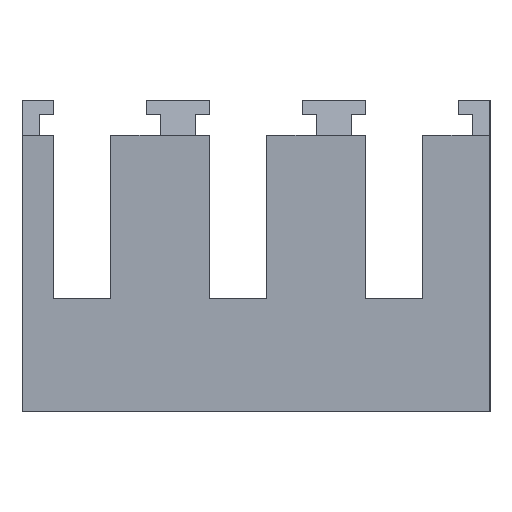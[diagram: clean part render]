
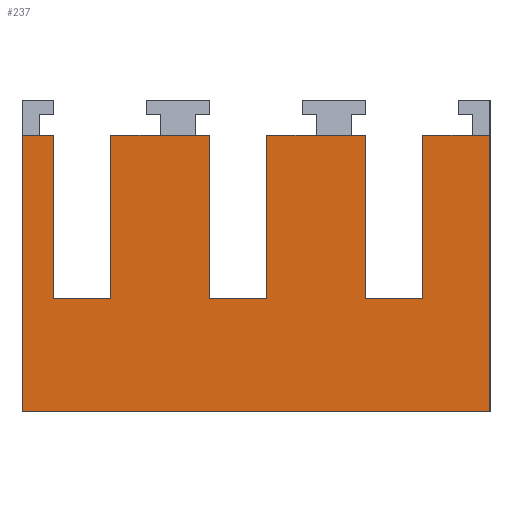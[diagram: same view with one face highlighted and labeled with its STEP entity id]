
A CAD part, left-side view. The second image highlights one B-rep face of the part: STEP entity #237.
In plain terms, the highlighted planar face has unit normal (-1, 0, 0).
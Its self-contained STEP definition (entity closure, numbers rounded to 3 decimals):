
#33 = VERTEX_POINT('',#34);
#34 = CARTESIAN_POINT('',(-90.,16.5,0.));
#42 = EDGE_CURVE('',#43,#33,#45,.T.);
#43 = VERTEX_POINT('',#44);
#44 = CARTESIAN_POINT('',(-90.,-16.5,0.));
#45 = LINE('',#46,#47);
#46 = CARTESIAN_POINT('',(-90.,-16.5,0.));
#47 = VECTOR('',#48,1.);
#48 = DIRECTION('',(0.,1.,0.));
#131 = EDGE_CURVE('',#33,#132,#134,.T.);
#132 = VERTEX_POINT('',#133);
#133 = CARTESIAN_POINT('',(-90.,16.5,19.5));
#134 = LINE('',#135,#136);
#135 = CARTESIAN_POINT('',(-90.,16.5,0.));
#136 = VECTOR('',#137,1.);
#137 = DIRECTION('',(0.,0.,1.));
#237 = ADVANCED_FACE('',(#238),#400,.T.);
#238 = FACE_BOUND('',#239,.T.);
#239 = EDGE_LOOP('',(#240,#241,#249,#257,#265,#273,#281,#289,#297,#305,
    #313,#321,#329,#337,#345,#353,#361,#369,#377,#385,#393,#399));
#240 = ORIENTED_EDGE('',*,*,#42,.F.);
#241 = ORIENTED_EDGE('',*,*,#242,.T.);
#242 = EDGE_CURVE('',#43,#243,#245,.T.);
#243 = VERTEX_POINT('',#244);
#244 = CARTESIAN_POINT('',(-90.,-16.5,19.5));
#245 = LINE('',#246,#247);
#246 = CARTESIAN_POINT('',(-90.,-16.5,0.));
#247 = VECTOR('',#248,1.);
#248 = DIRECTION('',(0.,0.,1.));
#249 = ORIENTED_EDGE('',*,*,#250,.T.);
#250 = EDGE_CURVE('',#243,#251,#253,.T.);
#251 = VERTEX_POINT('',#252);
#252 = CARTESIAN_POINT('',(-90.,-15.25,19.5));
#253 = LINE('',#254,#255);
#254 = CARTESIAN_POINT('',(-90.,-8.25,19.5));
#255 = VECTOR('',#256,1.);
#256 = DIRECTION('',(0.,1.,0.));
#257 = ORIENTED_EDGE('',*,*,#258,.T.);
#258 = EDGE_CURVE('',#251,#259,#261,.T.);
#259 = VERTEX_POINT('',#260);
#260 = CARTESIAN_POINT('',(-90.,-11.75,19.5));
#261 = LINE('',#262,#263);
#262 = CARTESIAN_POINT('',(-90.,-11.625,19.5));
#263 = VECTOR('',#264,1.);
#264 = DIRECTION('',(0.,1.,0.));
#265 = ORIENTED_EDGE('',*,*,#266,.T.);
#266 = EDGE_CURVE('',#259,#267,#269,.T.);
#267 = VERTEX_POINT('',#268);
#268 = CARTESIAN_POINT('',(-90.,-11.75,8.));
#269 = LINE('',#270,#271);
#270 = CARTESIAN_POINT('',(-90.,-11.75,22.));
#271 = VECTOR('',#272,1.);
#272 = DIRECTION('',(-0.,-0.,-1.));
#273 = ORIENTED_EDGE('',*,*,#274,.T.);
#274 = EDGE_CURVE('',#267,#275,#277,.T.);
#275 = VERTEX_POINT('',#276);
#276 = CARTESIAN_POINT('',(-90.,-7.75,8.));
#277 = LINE('',#278,#279);
#278 = CARTESIAN_POINT('',(-90.,-11.75,8.));
#279 = VECTOR('',#280,1.);
#280 = DIRECTION('',(0.,1.,0.));
#281 = ORIENTED_EDGE('',*,*,#282,.F.);
#282 = EDGE_CURVE('',#283,#275,#285,.T.);
#283 = VERTEX_POINT('',#284);
#284 = CARTESIAN_POINT('',(-90.,-7.75,19.5));
#285 = LINE('',#286,#287);
#286 = CARTESIAN_POINT('',(-90.,-7.75,22.));
#287 = VECTOR('',#288,1.);
#288 = DIRECTION('',(-0.,-0.,-1.));
#289 = ORIENTED_EDGE('',*,*,#290,.T.);
#290 = EDGE_CURVE('',#283,#291,#293,.T.);
#291 = VERTEX_POINT('',#292);
#292 = CARTESIAN_POINT('',(-90.,-6.75,19.5));
#293 = LINE('',#294,#295);
#294 = CARTESIAN_POINT('',(-90.,-11.625,19.5));
#295 = VECTOR('',#296,1.);
#296 = DIRECTION('',(0.,1.,0.));
#297 = ORIENTED_EDGE('',*,*,#298,.T.);
#298 = EDGE_CURVE('',#291,#299,#301,.T.);
#299 = VERTEX_POINT('',#300);
#300 = CARTESIAN_POINT('',(-90.,-4.25,19.5));
#301 = LINE('',#302,#303);
#302 = CARTESIAN_POINT('',(-90.,-8.25,19.5));
#303 = VECTOR('',#304,1.);
#304 = DIRECTION('',(0.,1.,0.));
#305 = ORIENTED_EDGE('',*,*,#306,.T.);
#306 = EDGE_CURVE('',#299,#307,#309,.T.);
#307 = VERTEX_POINT('',#308);
#308 = CARTESIAN_POINT('',(-90.,-0.75,19.5));
#309 = LINE('',#310,#311);
#310 = CARTESIAN_POINT('',(-90.,-6.125,19.5));
#311 = VECTOR('',#312,1.);
#312 = DIRECTION('',(0.,1.,0.));
#313 = ORIENTED_EDGE('',*,*,#314,.T.);
#314 = EDGE_CURVE('',#307,#315,#317,.T.);
#315 = VERTEX_POINT('',#316);
#316 = CARTESIAN_POINT('',(-90.,-0.75,8.));
#317 = LINE('',#318,#319);
#318 = CARTESIAN_POINT('',(-90.,-0.75,22.));
#319 = VECTOR('',#320,1.);
#320 = DIRECTION('',(-0.,-0.,-1.));
#321 = ORIENTED_EDGE('',*,*,#322,.T.);
#322 = EDGE_CURVE('',#315,#323,#325,.T.);
#323 = VERTEX_POINT('',#324);
#324 = CARTESIAN_POINT('',(-90.,3.25,8.));
#325 = LINE('',#326,#327);
#326 = CARTESIAN_POINT('',(-90.,-0.75,8.));
#327 = VECTOR('',#328,1.);
#328 = DIRECTION('',(0.,1.,0.));
#329 = ORIENTED_EDGE('',*,*,#330,.F.);
#330 = EDGE_CURVE('',#331,#323,#333,.T.);
#331 = VERTEX_POINT('',#332);
#332 = CARTESIAN_POINT('',(-90.,3.25,19.5));
#333 = LINE('',#334,#335);
#334 = CARTESIAN_POINT('',(-90.,3.25,22.));
#335 = VECTOR('',#336,1.);
#336 = DIRECTION('',(-0.,-0.,-1.));
#337 = ORIENTED_EDGE('',*,*,#338,.T.);
#338 = EDGE_CURVE('',#331,#339,#341,.T.);
#339 = VERTEX_POINT('',#340);
#340 = CARTESIAN_POINT('',(-90.,4.25,19.5));
#341 = LINE('',#342,#343);
#342 = CARTESIAN_POINT('',(-90.,-6.125,19.5));
#343 = VECTOR('',#344,1.);
#344 = DIRECTION('',(0.,1.,0.));
#345 = ORIENTED_EDGE('',*,*,#346,.T.);
#346 = EDGE_CURVE('',#339,#347,#349,.T.);
#347 = VERTEX_POINT('',#348);
#348 = CARTESIAN_POINT('',(-90.,6.75,19.5));
#349 = LINE('',#350,#351);
#350 = CARTESIAN_POINT('',(-90.,-8.25,19.5));
#351 = VECTOR('',#352,1.);
#352 = DIRECTION('',(0.,1.,0.));
#353 = ORIENTED_EDGE('',*,*,#354,.T.);
#354 = EDGE_CURVE('',#347,#355,#357,.T.);
#355 = VERTEX_POINT('',#356);
#356 = CARTESIAN_POINT('',(-90.,10.25,19.5));
#357 = LINE('',#358,#359);
#358 = CARTESIAN_POINT('',(-90.,-0.625,19.5));
#359 = VECTOR('',#360,1.);
#360 = DIRECTION('',(0.,1.,0.));
#361 = ORIENTED_EDGE('',*,*,#362,.T.);
#362 = EDGE_CURVE('',#355,#363,#365,.T.);
#363 = VERTEX_POINT('',#364);
#364 = CARTESIAN_POINT('',(-90.,10.25,8.));
#365 = LINE('',#366,#367);
#366 = CARTESIAN_POINT('',(-90.,10.25,22.));
#367 = VECTOR('',#368,1.);
#368 = DIRECTION('',(-0.,-0.,-1.));
#369 = ORIENTED_EDGE('',*,*,#370,.T.);
#370 = EDGE_CURVE('',#363,#371,#373,.T.);
#371 = VERTEX_POINT('',#372);
#372 = CARTESIAN_POINT('',(-90.,14.25,8.));
#373 = LINE('',#374,#375);
#374 = CARTESIAN_POINT('',(-90.,10.25,8.));
#375 = VECTOR('',#376,1.);
#376 = DIRECTION('',(0.,1.,0.));
#377 = ORIENTED_EDGE('',*,*,#378,.F.);
#378 = EDGE_CURVE('',#379,#371,#381,.T.);
#379 = VERTEX_POINT('',#380);
#380 = CARTESIAN_POINT('',(-90.,14.25,19.5));
#381 = LINE('',#382,#383);
#382 = CARTESIAN_POINT('',(-90.,14.25,22.));
#383 = VECTOR('',#384,1.);
#384 = DIRECTION('',(-0.,-0.,-1.));
#385 = ORIENTED_EDGE('',*,*,#386,.T.);
#386 = EDGE_CURVE('',#379,#387,#389,.T.);
#387 = VERTEX_POINT('',#388);
#388 = CARTESIAN_POINT('',(-90.,15.25,19.5));
#389 = LINE('',#390,#391);
#390 = CARTESIAN_POINT('',(-90.,-0.625,19.5));
#391 = VECTOR('',#392,1.);
#392 = DIRECTION('',(0.,1.,0.));
#393 = ORIENTED_EDGE('',*,*,#394,.T.);
#394 = EDGE_CURVE('',#387,#132,#395,.T.);
#395 = LINE('',#396,#397);
#396 = CARTESIAN_POINT('',(-90.,-8.25,19.5));
#397 = VECTOR('',#398,1.);
#398 = DIRECTION('',(0.,1.,0.));
#399 = ORIENTED_EDGE('',*,*,#131,.F.);
#400 = PLANE('',#401);
#401 = AXIS2_PLACEMENT_3D('',#402,#403,#404);
#402 = CARTESIAN_POINT('',(-90.,-16.5,0.));
#403 = DIRECTION('',(-1.,0.,0.));
#404 = DIRECTION('',(0.,1.,0.));
